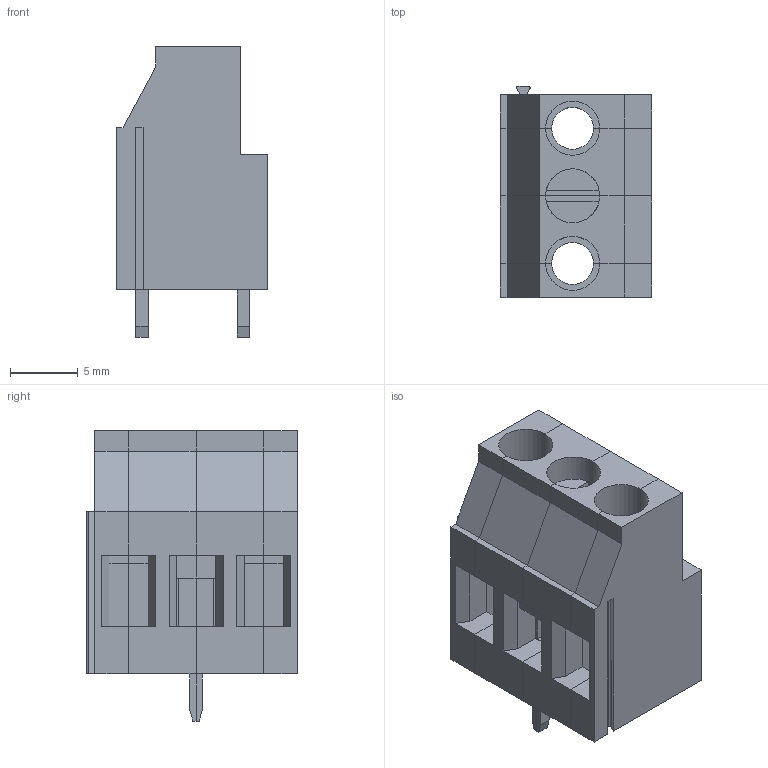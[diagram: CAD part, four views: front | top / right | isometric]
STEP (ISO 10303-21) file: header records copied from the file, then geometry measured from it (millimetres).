
FILE_DESCRIPTION(/* description */ ('Unknown'),/* implementation_level */ '2;1');
FILE_NAME(/* name */ '691254810101',/* time_stamp */ '2016-05-03T16:42:46+02:00',/* author */ ('Unknown'),/* organization */ ('Unknown'),/* preprocessor_version */ 'ST-DEVELOPER v16',/* originating_system */ 'DEX',/* authorisation */ $);
FILE_SCHEMA (('AUTOMOTIVE_DESIGN {1 0 10303 214 3 1 1}'));
Length unit declared in the file: millimetre
Products named in the file (5): 6912548100xx; 6912548100xx_CNT2; 6912548100xx_CNT3; 6912548100xx_SX1; 6912548100xx_DX1
Assembly tree (4 placements, depth 2):
  6912548100xx
    6912548100xx_CNT2
    6912548100xx_CNT3
    6912548100xx_SX1
    6912548100xx_DX1
Bounding box: 11.2 x 15.6 x 21.5 mm (x, y, z)
Volume: 1694.7 mm3; surface area: 2579.6 mm2
Topology: 4 solids, 4 shells, 168 faces, 480 edges, 320 vertices
Faces by surface type: plane 154, cylinder 14
Entity records: 6238 total; most frequent: CARTESIAN_POINT 973, ORIENTED_EDGE 960, DIRECTION 858, EDGE_CURVE 480, LINE 448, VECTOR 448, VERTEX_POINT 320, AXIS2_PLACEMENT_3D 205
